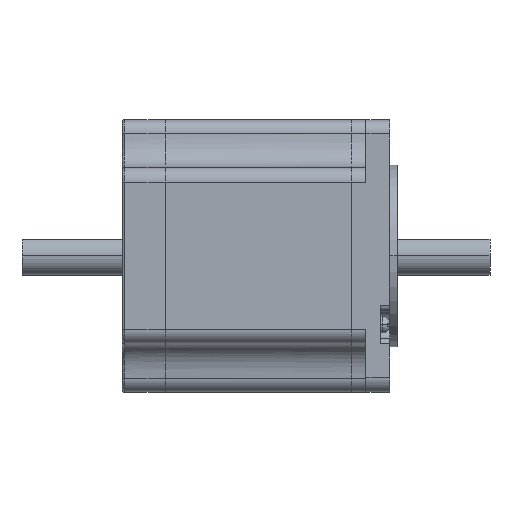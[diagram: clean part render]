
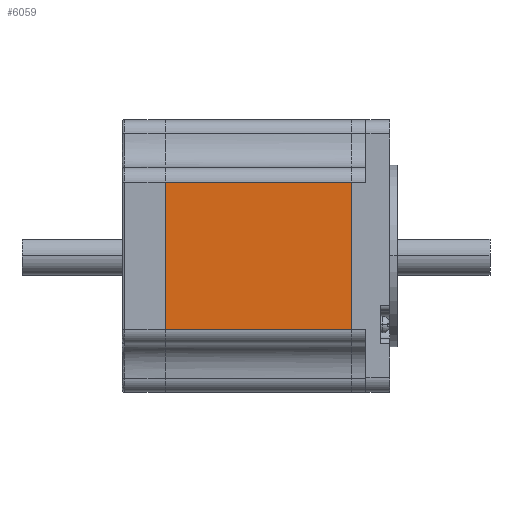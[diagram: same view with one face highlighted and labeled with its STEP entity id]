
A CAD part, top view. The second image highlights one B-rep face of the part: STEP entity #6059.
In plain terms, the highlighted planar face has unit normal (0, 0, 1).
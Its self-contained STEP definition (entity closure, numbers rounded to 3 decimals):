
#133 = CARTESIAN_POINT ( 'NONE',  ( 56., -15.44, 28.5 ) ) ;
#789 = LINE ( 'NONE', #133, #3143 ) ;
#929 = CARTESIAN_POINT ( 'NONE',  ( 56., 15.44, 28.5 ) ) ;
#982 = DIRECTION ( 'NONE',  ( 0., -1., 0. ) ) ;
#1042 = DIRECTION ( 'NONE',  ( 0., 0., -1. ) ) ;
#1105 = VECTOR ( 'NONE', #3605, 1000. ) ;
#1251 = DIRECTION ( 'NONE',  ( 0., 1., 0. ) ) ;
#1792 = LINE ( 'NONE', #5837, #3988 ) ;
#2300 = PLANE ( 'NONE',  #7300 ) ;
#2368 = ORIENTED_EDGE ( 'NONE', *, *, #7329, .F. ) ;
#2480 = DIRECTION ( 'NONE',  ( 0., 1., 0. ) ) ;
#3124 = CARTESIAN_POINT ( 'NONE',  ( 48., 15.44, 28.5 ) ) ;
#3143 = VECTOR ( 'NONE', #7740, 1000. ) ;
#3539 = EDGE_CURVE ( 'NONE', #4853, #6551, #7042, .T. ) ;
#3605 = DIRECTION ( 'NONE',  ( -1., 0., 0. ) ) ;
#3988 = VECTOR ( 'NONE', #982, 1000. ) ;
#4853 = VERTEX_POINT ( 'NONE', #3124 ) ;
#5043 = ORIENTED_EDGE ( 'NONE', *, *, #7534, .T. ) ;
#5102 = LINE ( 'NONE', #5319, #5285 ) ;
#5163 = CARTESIAN_POINT ( 'NONE',  ( 56., -28.5, 28.5 ) ) ;
#5285 = VECTOR ( 'NONE', #1251, 1000. ) ;
#5298 = ORIENTED_EDGE ( 'NONE', *, *, #3539, .T. ) ;
#5319 = CARTESIAN_POINT ( 'NONE',  ( 9., -28.5, 28.5 ) ) ;
#5533 = ORIENTED_EDGE ( 'NONE', *, *, #6764, .F. ) ;
#5837 = CARTESIAN_POINT ( 'NONE',  ( 48., -28.5, 28.5 ) ) ;
#6059 = ADVANCED_FACE ( 'NONE', ( #8316 ), #2300, .F. ) ;
#6541 = CARTESIAN_POINT ( 'NONE',  ( 48., -15.44, 28.5 ) ) ;
#6551 = VERTEX_POINT ( 'NONE', #8755 ) ;
#6764 = EDGE_CURVE ( 'NONE', #4853, #7550, #1792, .T. ) ;
#7042 = LINE ( 'NONE', #929, #1105 ) ;
#7300 = AXIS2_PLACEMENT_3D ( 'NONE', #5163, #1042, #2480 ) ;
#7329 = EDGE_CURVE ( 'NONE', #7540, #6551, #5102, .T. ) ;
#7474 = EDGE_LOOP ( 'NONE', ( #5533, #5298, #2368, #5043 ) ) ;
#7534 = EDGE_CURVE ( 'NONE', #7540, #7550, #789, .T. ) ;
#7540 = VERTEX_POINT ( 'NONE', #8465 ) ;
#7550 = VERTEX_POINT ( 'NONE', #6541 ) ;
#7740 = DIRECTION ( 'NONE',  ( 1., 0., 0. ) ) ;
#8316 = FACE_OUTER_BOUND ( 'NONE', #7474, .T. ) ;
#8465 = CARTESIAN_POINT ( 'NONE',  ( 9., -15.44, 28.5 ) ) ;
#8755 = CARTESIAN_POINT ( 'NONE',  ( 9., 15.44, 28.5 ) ) ;
